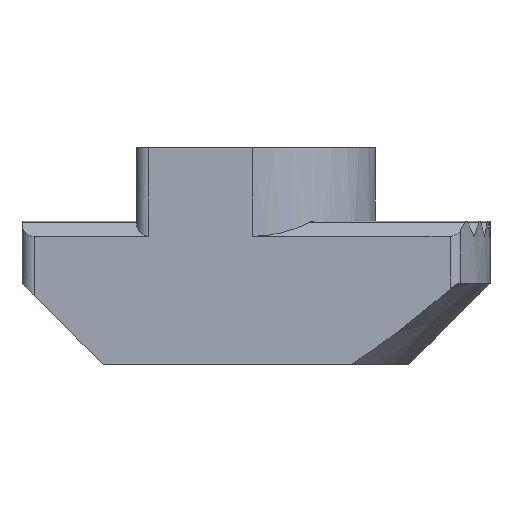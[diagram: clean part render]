
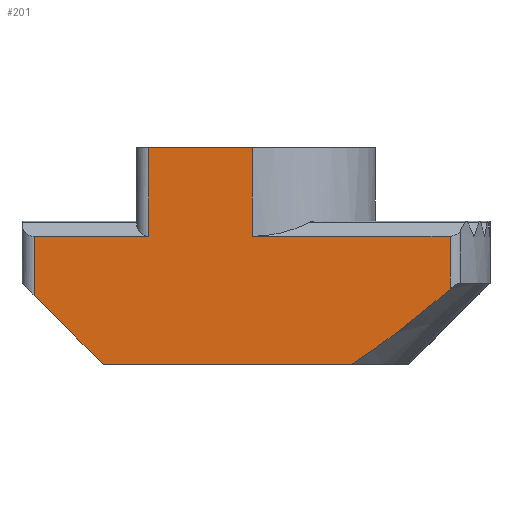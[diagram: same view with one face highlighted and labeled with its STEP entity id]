
A CAD part, front view. The second image highlights one B-rep face of the part: STEP entity #201.
In plain terms, the highlighted planar face has unit normal (0, -1, 0).
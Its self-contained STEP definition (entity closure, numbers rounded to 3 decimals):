
#201=ADVANCED_FACE('NONE',(#427),#428,.F.);
#427=FACE_OUTER_BOUND('',#677,.T.);
#428=PLANE('',#678);
#677=EDGE_LOOP('',(#1228,#1229,#1230,#1231,#1232,#1233,#1234,#1235,#1236,#1237));
#678=AXIS2_PLACEMENT_3D('',#1238,#1239,#1240);
#1228=ORIENTED_EDGE('',*,*,#1798,.T.);
#1229=ORIENTED_EDGE('',*,*,#1799,.T.);
#1230=ORIENTED_EDGE('',*,*,#1650,.T.);
#1231=ORIENTED_EDGE('',*,*,#1800,.F.);
#1232=ORIENTED_EDGE('',*,*,#1801,.F.);
#1233=ORIENTED_EDGE('',*,*,#1802,.T.);
#1234=ORIENTED_EDGE('',*,*,#1644,.T.);
#1235=ORIENTED_EDGE('',*,*,#1803,.T.);
#1236=ORIENTED_EDGE('',*,*,#1804,.T.);
#1237=ORIENTED_EDGE('',*,*,#1805,.T.);
#1238=CARTESIAN_POINT('',(-9.5,-4.85,5.89));
#1239=DIRECTION('',(0.0,1.0,0.0));
#1240=DIRECTION('',(1.0,0.0,-0.0));
#1644=EDGE_CURVE('NONE',#2025,#2023,#2026,.T.);
#1650=EDGE_CURVE('NONE',#2036,#2034,#2037,.T.);
#1798=EDGE_CURVE('NONE',#2253,#2254,#2255,.T.);
#1799=EDGE_CURVE('NONE',#2254,#2036,#2256,.T.);
#1800=EDGE_CURVE('NONE',#2257,#2034,#2258,.T.);
#1801=EDGE_CURVE('NONE',#2259,#2257,#2260,.T.);
#1802=EDGE_CURVE('NONE',#2259,#2025,#2261,.T.);
#1803=EDGE_CURVE('NONE',#2023,#2262,#2263,.T.);
#1804=EDGE_CURVE('NONE',#2262,#2264,#2265,.T.);
#1805=EDGE_CURVE('NONE',#2264,#2253,#2266,.T.);
#2023=VERTEX_POINT('NONE',#2600);
#2025=VERTEX_POINT('NONE',#2612);
#2026=LINE('',#2613,#2614);
#2034=VERTEX_POINT('NONE',#2643);
#2036=VERTEX_POINT('NONE',#2655);
#2037=LINE('',#2656,#2657);
#2253=VERTEX_POINT('NONE',#3285);
#2254=VERTEX_POINT('NONE',#3286);
#2255=B_SPLINE_CURVE_WITH_KNOTS('',3,(#3287,#3288,#3289,#3290,#3291,#3292),.UNSPECIFIED.,.F.,.F.,(4,2,4),(0.,0.003,0.005),.UNSPECIFIED.);
#2256=LINE('',#3293,#3294);
#2257=VERTEX_POINT('NONE',#3295);
#2258=LINE('',#3296,#3297);
#2259=VERTEX_POINT('NONE',#3298);
#2260=LINE('',#3299,#3300);
#2261=LINE('',#3301,#3302);
#2262=VERTEX_POINT('NONE',#3303);
#2263=LINE('',#3304,#3305);
#2264=VERTEX_POINT('NONE',#3306);
#2265=LINE('',#3307,#3308);
#2266=LINE('',#3309,#3310);
#2600=CARTESIAN_POINT('',(-9.0,-4.85,5.2));
#2612=CARTESIAN_POINT('',(-4.35,-4.85,5.2));
#2613=CARTESIAN_POINT('',(-9.5,-4.85,5.2));
#2614=VECTOR('',#3548,1000.0);
#2643=CARTESIAN_POINT('',(-0.15,-4.85,5.2));
#2655=CARTESIAN_POINT('',(7.879,-4.85,5.2));
#2656=CARTESIAN_POINT('',(-9.5,-4.85,5.2));
#2657=VECTOR('',#3550,1000.0);
#3285=CARTESIAN_POINT('',(3.862,-4.85,0.0));
#3286=CARTESIAN_POINT('',(7.879,-4.85,3.052));
#3287=CARTESIAN_POINT('',(3.862,-4.85,0.0));
#3288=CARTESIAN_POINT('',(4.579,-4.85,0.447));
#3289=CARTESIAN_POINT('',(5.259,-4.85,0.942));
#3290=CARTESIAN_POINT('',(6.589,-4.85,1.971));
#3291=CARTESIAN_POINT('',(7.238,-4.85,2.506));
#3292=CARTESIAN_POINT('',(7.879,-4.85,3.052));
#3293=CARTESIAN_POINT('',(7.879,-4.85,5.89));
#3294=VECTOR('',#3646,1000.0);
#3295=CARTESIAN_POINT('',(-0.15,-4.85,8.8));
#3296=CARTESIAN_POINT('',(-0.15,-4.85,8.8));
#3297=VECTOR('',#3647,1000.0);
#3298=CARTESIAN_POINT('',(-4.35,-4.85,8.8));
#3299=CARTESIAN_POINT('',(-0.15,-4.85,8.8));
#3300=VECTOR('',#3648,1000.0);
#3301=CARTESIAN_POINT('',(-4.35,-4.85,5.89));
#3302=VECTOR('',#3649,1000.0);
#3303=CARTESIAN_POINT('',(-9.0,-4.85,2.8));
#3304=CARTESIAN_POINT('',(-9.0,-4.85,5.89));
#3305=VECTOR('',#3650,1000.0);
#3306=CARTESIAN_POINT('',(-6.2,-4.85,0.0));
#3307=CARTESIAN_POINT('',(-9.5,-4.85,3.3));
#3308=VECTOR('',#3651,1000.0);
#3309=CARTESIAN_POINT('',(-9.5,-4.85,0.0));
#3310=VECTOR('',#3652,1000.0);
#3548=DIRECTION('',(-1.0,0.0,0.0));
#3550=DIRECTION('',(-1.0,0.0,0.0));
#3646=DIRECTION('',(-0.0,-0.0,1.0));
#3647=DIRECTION('',(-0.0,-0.0,-1.0));
#3648=DIRECTION('',(1.0,0.,-0.0));
#3649=DIRECTION('',(-0.0,0.0,-1.0));
#3650=DIRECTION('',(0.0,0.0,-1.0));
#3651=DIRECTION('',(0.707,-0.0,-0.707));
#3652=DIRECTION('',(1.0,0.0,0.0));
